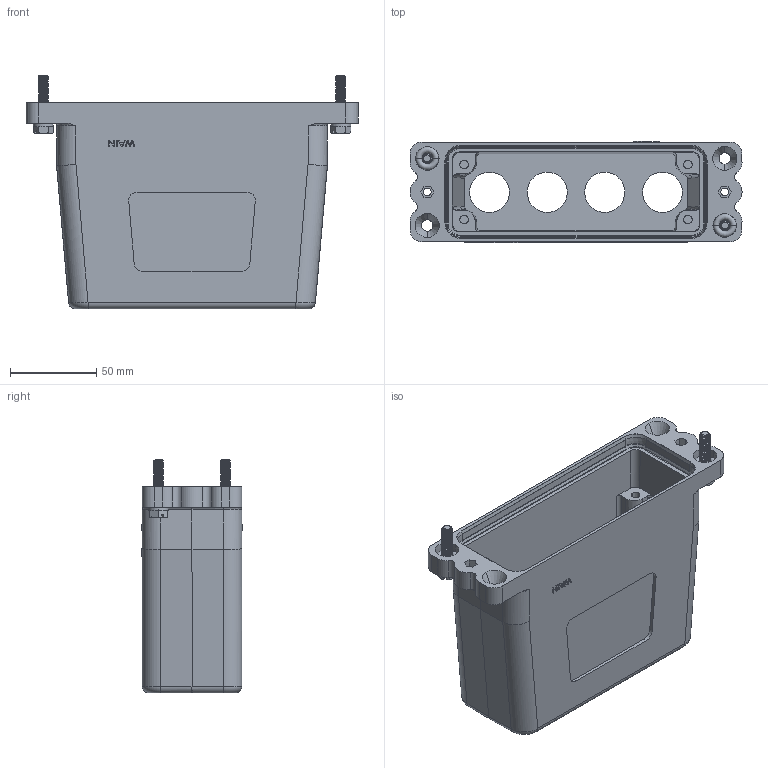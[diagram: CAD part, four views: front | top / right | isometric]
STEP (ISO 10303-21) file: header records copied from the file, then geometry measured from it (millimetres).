
FILE_DESCRIPTION(/* description */ (''),/* implementation_level */ '2;1');
FILE_NAME(/* name */ '3D_1136244305139_HP24B_HE-TEHH-4S-4M25_V1.1.stp',/* time_stamp */ '2024-01-04T13:40:18+08:00',/* author */ (''),/* organization */ (''),/* preprocessor_version */ 'ST-DEVELOPER v18.1',/* originating_system */ 'SIEMENS PLM Software NX 1980',/* authorisation */ '');
FILE_SCHEMA (('AUTOMOTIVE_DESIGN { 1 0 10303 214 3 1 1 1 }'));
Length unit declared in the file: millimetre
Products named in the file (1): 3D_1136244305139_HP24B_HE-TEHH-4S-4M25_V1.0_stp
Bounding box: 193 x 59 x 136 mm (x, y, z)
Volume: 350635.7 mm3; surface area: 114059.2 mm2
Topology: 5 solids, 5 shells, 527 faces, 1362 edges, 867 vertices
Faces by surface type: plane 211, cylinder 175, cone 44, torus 41, bspline 40, extrusion 16
Entity records: 29603 total; most frequent: CARTESIAN_POINT 16465, ORIENTED_EDGE 2724, DIRECTION 2034, EDGE_CURVE 1362, VERTEX_POINT 867, AXIS2_PLACEMENT_3D 778, B_SPLINE_CURVE_WITH_KNOTS 606, EDGE_LOOP 573
